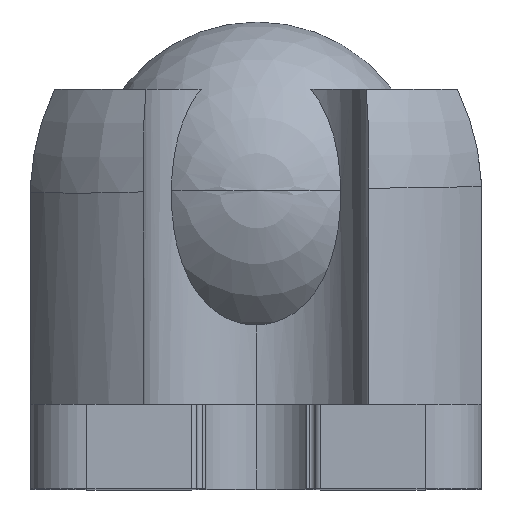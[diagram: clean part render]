
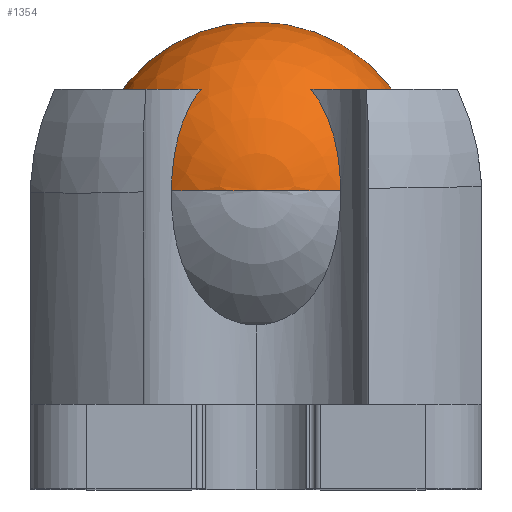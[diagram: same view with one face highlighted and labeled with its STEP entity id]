
A CAD part, top view. The second image highlights one B-rep face of the part: STEP entity #1354.
In plain terms, the highlighted spherical face has radius 6 mm.
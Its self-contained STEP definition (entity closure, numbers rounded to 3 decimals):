
#30 = CIRCLE ( 'NONE', #1601, 6. ) ;
#97 = EDGE_CURVE ( 'NONE', #801, #218, #1164, .T. ) ;
#198 = VERTEX_POINT ( 'NONE', #741 ) ;
#218 = VERTEX_POINT ( 'NONE', #471 ) ;
#350 = EDGE_CURVE ( 'NONE', #801, #198, #2516, .T. ) ;
#368 = DIRECTION ( 'NONE',  ( 0., 0., -1. ) ) ;
#423 = DIRECTION ( 'NONE',  ( 0., 0., 1. ) ) ;
#471 = CARTESIAN_POINT ( 'NONE',  ( 6., 0., 0. ) ) ;
#596 = EDGE_LOOP ( 'NONE', ( #959, #2755, #2631 ) ) ;
#741 = CARTESIAN_POINT ( 'NONE',  ( -6., 0., 0. ) ) ;
#787 = CARTESIAN_POINT ( 'NONE',  ( 0., 0., 0. ) ) ;
#801 = VERTEX_POINT ( 'NONE', #883 ) ;
#883 = CARTESIAN_POINT ( 'NONE',  ( 0., 6., 0. ) ) ;
#959 = ORIENTED_EDGE ( 'NONE', *, *, #97, .F. ) ;
#1040 = FACE_OUTER_BOUND ( 'NONE', #596, .T. ) ;
#1164 = CIRCLE ( 'NONE', #1792, 6. ) ;
#1207 = AXIS2_PLACEMENT_3D ( 'NONE', #2626, #2410, #2053 ) ;
#1262 = DIRECTION ( 'NONE',  ( 0., 1., 0. ) ) ;
#1354 = ADVANCED_FACE ( 'NONE', ( #1040 ), #2311, .T. ) ;
#1601 = AXIS2_PLACEMENT_3D ( 'NONE', #1706, #1262, #423 ) ;
#1641 = DIRECTION ( 'NONE',  ( -1., 0., 0. ) ) ;
#1686 = DIRECTION ( 'NONE',  ( 0., 0., -1. ) ) ;
#1706 = CARTESIAN_POINT ( 'NONE',  ( 0., 0., 0. ) ) ;
#1792 = AXIS2_PLACEMENT_3D ( 'NONE', #2606, #1686, #2546 ) ;
#2053 = DIRECTION ( 'NONE',  ( 1., 0., 0. ) ) ;
#2311 = SPHERICAL_SURFACE ( 'NONE', #2405, 6. ) ;
#2405 = AXIS2_PLACEMENT_3D ( 'NONE', #787, #368, #1641 ) ;
#2410 = DIRECTION ( 'NONE',  ( 0., 0., 1. ) ) ;
#2516 = CIRCLE ( 'NONE', #1207, 6. ) ;
#2546 = DIRECTION ( 'NONE',  ( -1., 0., 0. ) ) ;
#2569 = EDGE_CURVE ( 'NONE', #198, #218, #30, .T. ) ;
#2606 = CARTESIAN_POINT ( 'NONE',  ( 0., 0., 0. ) ) ;
#2626 = CARTESIAN_POINT ( 'NONE',  ( 0., 0., 0. ) ) ;
#2631 = ORIENTED_EDGE ( 'NONE', *, *, #2569, .T. ) ;
#2755 = ORIENTED_EDGE ( 'NONE', *, *, #350, .T. ) ;
